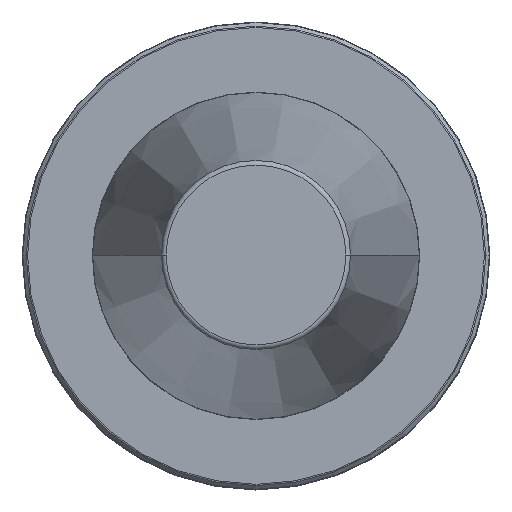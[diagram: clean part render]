
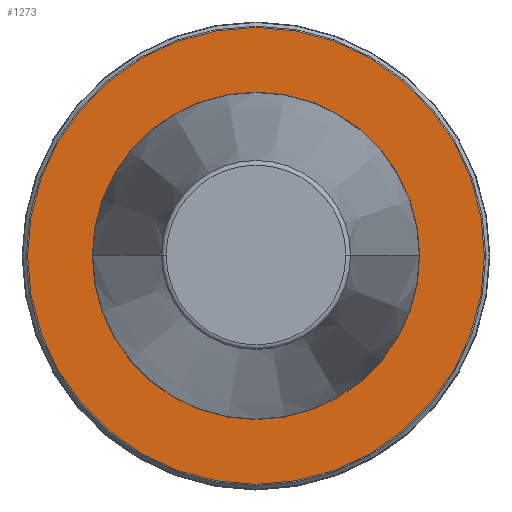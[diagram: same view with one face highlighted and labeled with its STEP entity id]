
A CAD part, top view. The second image highlights one B-rep face of the part: STEP entity #1273.
In plain terms, the highlighted planar face has unit normal (0, 0, 1).
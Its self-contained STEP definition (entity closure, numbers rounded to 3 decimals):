
#47 = DIRECTION ( 'NONE',  ( 0., 0., 1. ) ) ;
#145 = PLANE ( 'NONE',  #1170 ) ;
#179 = VERTEX_POINT ( 'NONE', #511 ) ;
#314 = DIRECTION ( 'NONE',  ( 0., 0., 1. ) ) ;
#337 = DIRECTION ( 'NONE',  ( 0., 0., 1. ) ) ;
#368 = CARTESIAN_POINT ( 'NONE',  ( 0., 0., -3. ) ) ;
#396 = DIRECTION ( 'NONE',  ( 0., 0., 1. ) ) ;
#444 = EDGE_CURVE ( 'NONE', #1629, #179, #1118, .T. ) ;
#456 = EDGE_CURVE ( 'NONE', #179, #1629, #532, .T. ) ;
#492 = DIRECTION ( 'NONE',  ( 0., 0., 1. ) ) ;
#495 = EDGE_CURVE ( 'NONE', #609, #1937, #1520, .T. ) ;
#511 = CARTESIAN_POINT ( 'NONE',  ( 35., 0., -3. ) ) ;
#532 = CIRCLE ( 'NONE', #688, 35. ) ;
#585 = AXIS2_PLACEMENT_3D ( 'NONE', #1593, #492, #1526 ) ;
#609 = VERTEX_POINT ( 'NONE', #1554 ) ;
#688 = AXIS2_PLACEMENT_3D ( 'NONE', #1157, #47, #1748 ) ;
#689 = CARTESIAN_POINT ( 'NONE',  ( 48.834, 0., -3. ) ) ;
#700 = ORIENTED_EDGE ( 'NONE', *, *, #444, .F. ) ;
#718 = ORIENTED_EDGE ( 'NONE', *, *, #456, .F. ) ;
#720 = DIRECTION ( 'NONE',  ( 1., 0., 0. ) ) ;
#837 = ORIENTED_EDGE ( 'NONE', *, *, #495, .T. ) ;
#928 = EDGE_CURVE ( 'NONE', #1937, #609, #1191, .T. ) ;
#934 = CARTESIAN_POINT ( 'NONE',  ( 0., 0., -3. ) ) ;
#1023 = EDGE_LOOP ( 'NONE', ( #718, #700 ) ) ;
#1040 = AXIS2_PLACEMENT_3D ( 'NONE', #368, #396, #720 ) ;
#1075 = EDGE_LOOP ( 'NONE', ( #1289, #837 ) ) ;
#1118 = CIRCLE ( 'NONE', #585, 35. ) ;
#1157 = CARTESIAN_POINT ( 'NONE',  ( 0., 0., -3. ) ) ;
#1170 = AXIS2_PLACEMENT_3D ( 'NONE', #934, #314, #1404 ) ;
#1191 = CIRCLE ( 'NONE', #1040, 48.834 ) ;
#1264 = FACE_BOUND ( 'NONE', #1023, .T. ) ;
#1271 = CARTESIAN_POINT ( 'NONE',  ( 0., 0., -3. ) ) ;
#1273 = ADVANCED_FACE ( 'NONE', ( #1290, #1264 ), #145, .T. ) ;
#1289 = ORIENTED_EDGE ( 'NONE', *, *, #928, .T. ) ;
#1290 = FACE_OUTER_BOUND ( 'NONE', #1075, .T. ) ;
#1298 = DIRECTION ( 'NONE',  ( 1., 0., 0. ) ) ;
#1327 = AXIS2_PLACEMENT_3D ( 'NONE', #1271, #337, #1298 ) ;
#1404 = DIRECTION ( 'NONE',  ( 1., 0., 0. ) ) ;
#1520 = CIRCLE ( 'NONE', #1327, 48.834 ) ;
#1526 = DIRECTION ( 'NONE',  ( 1., 0., 0. ) ) ;
#1540 = CARTESIAN_POINT ( 'NONE',  ( -35., 0., -3. ) ) ;
#1554 = CARTESIAN_POINT ( 'NONE',  ( -48.834, 0., -3. ) ) ;
#1593 = CARTESIAN_POINT ( 'NONE',  ( 0., 0., -3. ) ) ;
#1629 = VERTEX_POINT ( 'NONE', #1540 ) ;
#1748 = DIRECTION ( 'NONE',  ( 1., 0., 0. ) ) ;
#1937 = VERTEX_POINT ( 'NONE', #689 ) ;
